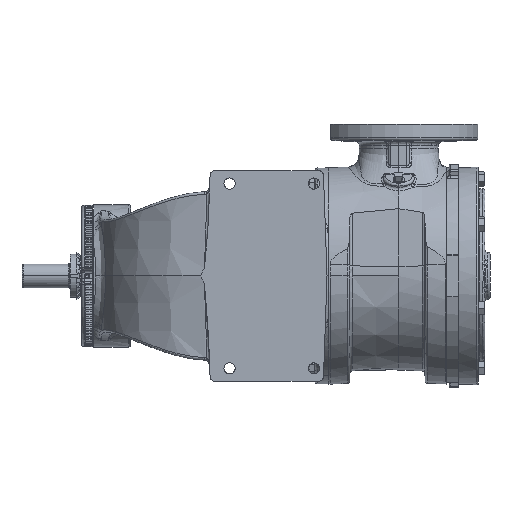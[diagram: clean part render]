
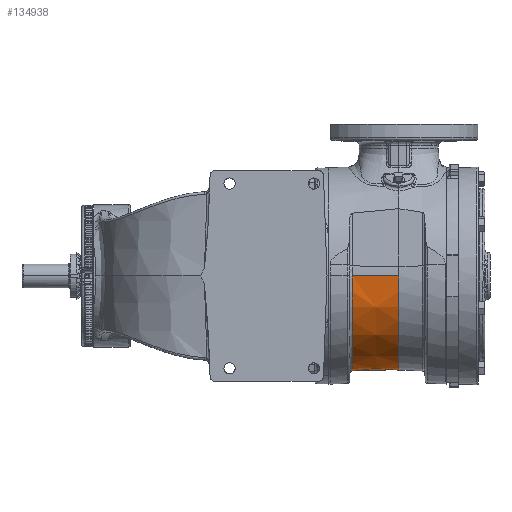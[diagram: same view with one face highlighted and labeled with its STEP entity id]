
A CAD part, front view. The second image highlights one B-rep face of the part: STEP entity #134938.
In plain terms, the highlighted conical face has half-angle 1 degrees and reference radius 113.665 mm.
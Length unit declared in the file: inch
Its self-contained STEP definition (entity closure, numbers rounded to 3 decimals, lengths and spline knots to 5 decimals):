
#4692 = DIRECTION ( 'NONE',  ( -1., 0., 0. ) ) ;
#9626 = DIRECTION ( 'NONE',  ( -1., 0., 0. ) ) ;
#12491 = DIRECTION ( 'NONE',  ( 0., -1., 0. ) ) ;
#17073 = CARTESIAN_POINT ( 'NONE',  ( 3.345, -4.475, 0. ) ) ;
#17954 = DIRECTION ( 'NONE',  ( 0., -1., 0. ) ) ;
#20855 = EDGE_CURVE ( 'NONE', #36834, #47246, #99455, .T. ) ;
#21851 = CARTESIAN_POINT ( 'NONE',  ( 1.03166, 0.47199, -4.49064 ) ) ;
#26250 = EDGE_CURVE ( 'NONE', #100377, #47246, #47095, .T. ) ;
#30247 = CARTESIAN_POINT ( 'NONE',  ( 3.345, -4.475, 0. ) ) ;
#36834 = VERTEX_POINT ( 'NONE', #49759 ) ;
#39676 = CARTESIAN_POINT ( 'NONE',  ( 1.14552, 0., 0. ) ) ;
#47095 = LINE ( 'NONE', #17073, #108925 ) ;
#47246 = VERTEX_POINT ( 'NONE', #50395 ) ;
#49759 = CARTESIAN_POINT ( 'NONE',  ( 1.14552, 0.47178, -4.48867 ) ) ;
#50395 = CARTESIAN_POINT ( 'NONE',  ( 1.14552, -4.51339, 0. ) ) ;
#51306 = EDGE_CURVE ( 'NONE', #126070, #36834, #85409, .T. ) ;
#52318 = ORIENTED_EDGE ( 'NONE', *, *, #107834, .T. ) ;
#59935 = CIRCLE ( 'NONE', #100233, 4.475 ) ;
#71092 = ORIENTED_EDGE ( 'NONE', *, *, #51306, .F. ) ;
#72005 = CARTESIAN_POINT ( 'NONE',  ( 3.345, 0.46776, -4.45049 ) ) ;
#84571 = ORIENTED_EDGE ( 'NONE', *, *, #26250, .T. ) ;
#85409 = LINE ( 'NONE', #21851, #106941 ) ;
#87810 = CONICAL_SURFACE ( 'NONE', #90025, 4.475, 0.017 ) ;
#90025 = AXIS2_PLACEMENT_3D ( 'NONE', #132700, #4692, #17954 ) ;
#98174 = EDGE_LOOP ( 'NONE', ( #52318, #84571, #101830, #71092 ) ) ;
#99455 = CIRCLE ( 'NONE', #135254, 4.51339 ) ;
#100233 = AXIS2_PLACEMENT_3D ( 'NONE', #108305, #127940, #12491 ) ;
#100377 = VERTEX_POINT ( 'NONE', #30247 ) ;
#101830 = ORIENTED_EDGE ( 'NONE', *, *, #20855, .F. ) ;
#104055 = DIRECTION ( 'NONE',  ( 0., 1., 0. ) ) ;
#106941 = VECTOR ( 'NONE', #119743, 39.37008 ) ;
#107834 = EDGE_CURVE ( 'NONE', #126070, #100377, #59935, .T. ) ;
#108305 = CARTESIAN_POINT ( 'NONE',  ( 3.345, 0., 0. ) ) ;
#108925 = VECTOR ( 'NONE', #131836, 39.37008 ) ;
#113769 = FACE_OUTER_BOUND ( 'NONE', #98174, .T. ) ;
#119743 = DIRECTION ( 'NONE',  ( -1., 0.002, -0.017 ) ) ;
#126070 = VERTEX_POINT ( 'NONE', #72005 ) ;
#127940 = DIRECTION ( 'NONE',  ( -1., 0., 0. ) ) ;
#131836 = DIRECTION ( 'NONE',  ( -1., -0.017, 0. ) ) ;
#132700 = CARTESIAN_POINT ( 'NONE',  ( 3.345, 0., 0. ) ) ;
#134938 = ADVANCED_FACE ( 'Defeatured_0_2305', ( #113769 ), #87810, .T. ) ;
#135254 = AXIS2_PLACEMENT_3D ( 'NONE', #39676, #9626, #104055 ) ;
